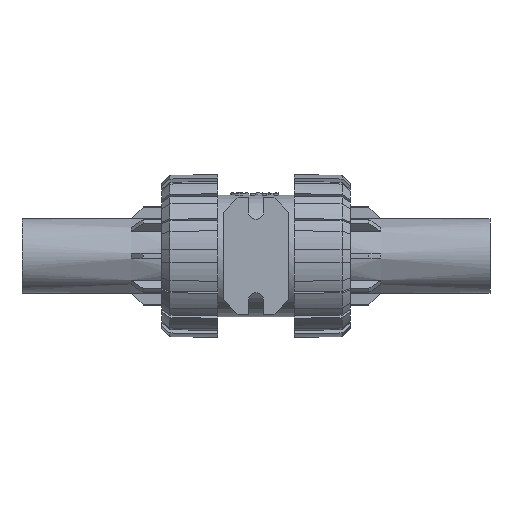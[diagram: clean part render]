
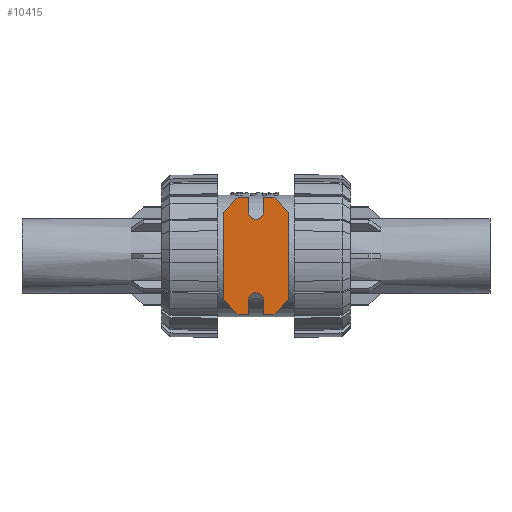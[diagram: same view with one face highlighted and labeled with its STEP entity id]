
A CAD part, front view. The second image highlights one B-rep face of the part: STEP entity #10415.
In plain terms, the highlighted planar face has unit normal (0, -1, 0).
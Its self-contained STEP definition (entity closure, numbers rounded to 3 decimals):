
#834=CIRCLE('',#11318,3.2);
#835=CIRCLE('',#11327,3.2);
#1061=PLANE('',#11331);
#1619=FACE_OUTER_BOUND('',#2170,.T.);
#2170=EDGE_LOOP('',(#9159,#9160,#9161,#9162,#9163,#9164,#9165,#9166,#9167,
#9168,#9169,#9170,#9171,#9172,#9173,#9174));
#2825=LINE('',#20465,#3552);
#2877=LINE('',#20580,#3604);
#2879=LINE('',#20584,#3606);
#2881=LINE('',#20588,#3608);
#2884=LINE('',#20596,#3611);
#2886=LINE('',#20600,#3613);
#2888=LINE('',#20604,#3615);
#2890=LINE('',#20608,#3617);
#2892=LINE('',#20612,#3619);
#2894=LINE('',#20616,#3621);
#2896=LINE('',#20620,#3623);
#2899=LINE('',#20628,#3626);
#2901=LINE('',#20632,#3628);
#2902=LINE('',#20634,#3629);
#3552=VECTOR('',#13608,1.);
#3604=VECTOR('',#13716,1.);
#3606=VECTOR('',#13720,1.);
#3608=VECTOR('',#13724,1.);
#3611=VECTOR('',#13733,1.);
#3613=VECTOR('',#13737,1.);
#3615=VECTOR('',#13741,1.);
#3617=VECTOR('',#13745,1.);
#3619=VECTOR('',#13749,1.);
#3621=VECTOR('',#13753,1.);
#3623=VECTOR('',#13757,1.);
#3626=VECTOR('',#13766,1.);
#3628=VECTOR('',#13770,1.);
#3629=VECTOR('',#13773,1.);
#4757=VERTEX_POINT('',#20462);
#4758=VERTEX_POINT('',#20464);
#4793=VERTEX_POINT('',#20578);
#4794=VERTEX_POINT('',#20582);
#4795=VERTEX_POINT('',#20586);
#4796=VERTEX_POINT('',#20590);
#4797=VERTEX_POINT('',#20594);
#4798=VERTEX_POINT('',#20598);
#4799=VERTEX_POINT('',#20602);
#4800=VERTEX_POINT('',#20606);
#4801=VERTEX_POINT('',#20610);
#4802=VERTEX_POINT('',#20614);
#4803=VERTEX_POINT('',#20618);
#4804=VERTEX_POINT('',#20622);
#4805=VERTEX_POINT('',#20626);
#4806=VERTEX_POINT('',#20630);
#6198=EDGE_CURVE('',#4758,#4757,#2825,.T.);
#6256=EDGE_CURVE('',#4757,#4793,#2877,.T.);
#6258=EDGE_CURVE('',#4793,#4794,#2879,.T.);
#6260=EDGE_CURVE('',#4794,#4795,#2881,.T.);
#6262=EDGE_CURVE('',#4795,#4796,#834,.T.);
#6264=EDGE_CURVE('',#4796,#4797,#2884,.T.);
#6266=EDGE_CURVE('',#4797,#4798,#2886,.T.);
#6268=EDGE_CURVE('',#4798,#4799,#2888,.T.);
#6270=EDGE_CURVE('',#4799,#4800,#2890,.T.);
#6272=EDGE_CURVE('',#4800,#4801,#2892,.T.);
#6274=EDGE_CURVE('',#4801,#4802,#2894,.T.);
#6276=EDGE_CURVE('',#4802,#4803,#2896,.T.);
#6278=EDGE_CURVE('',#4803,#4804,#835,.T.);
#6280=EDGE_CURVE('',#4804,#4805,#2899,.T.);
#6282=EDGE_CURVE('',#4805,#4806,#2901,.T.);
#6283=EDGE_CURVE('',#4806,#4758,#2902,.T.);
#9159=ORIENTED_EDGE('',*,*,#6198,.T.);
#9160=ORIENTED_EDGE('',*,*,#6256,.T.);
#9161=ORIENTED_EDGE('',*,*,#6258,.T.);
#9162=ORIENTED_EDGE('',*,*,#6260,.T.);
#9163=ORIENTED_EDGE('',*,*,#6262,.T.);
#9164=ORIENTED_EDGE('',*,*,#6264,.T.);
#9165=ORIENTED_EDGE('',*,*,#6266,.T.);
#9166=ORIENTED_EDGE('',*,*,#6268,.T.);
#9167=ORIENTED_EDGE('',*,*,#6270,.T.);
#9168=ORIENTED_EDGE('',*,*,#6272,.T.);
#9169=ORIENTED_EDGE('',*,*,#6274,.T.);
#9170=ORIENTED_EDGE('',*,*,#6276,.T.);
#9171=ORIENTED_EDGE('',*,*,#6278,.T.);
#9172=ORIENTED_EDGE('',*,*,#6280,.T.);
#9173=ORIENTED_EDGE('',*,*,#6282,.T.);
#9174=ORIENTED_EDGE('',*,*,#6283,.T.);
#10415=ADVANCED_FACE('',(#1619),#1061,.F.);
#11318=AXIS2_PLACEMENT_3D('',#20592,#13728,#13729);
#11327=AXIS2_PLACEMENT_3D('',#20624,#13761,#13762);
#11331=AXIS2_PLACEMENT_3D('',#20635,#13774,#13775);
#13608=DIRECTION('',(0.,0.,-1.));
#13716=DIRECTION('',(0.707,0.,-0.707));
#13720=DIRECTION('',(1.,0.,0.));
#13724=DIRECTION('',(0.,0.,1.));
#13728=DIRECTION('center_axis',(0.,1.,0.));
#13729=DIRECTION('ref_axis',(-1.,0.,0.));
#13733=DIRECTION('',(0.,0.,-1.));
#13737=DIRECTION('',(1.,0.,0.));
#13741=DIRECTION('',(0.707,0.,0.707));
#13745=DIRECTION('',(0.,0.,1.));
#13749=DIRECTION('',(-0.707,0.,0.707));
#13753=DIRECTION('',(-1.,0.,0.));
#13757=DIRECTION('',(0.,0.,-1.));
#13761=DIRECTION('center_axis',(0.,1.,0.));
#13762=DIRECTION('ref_axis',(1.,0.,0.));
#13766=DIRECTION('',(0.,0.,1.));
#13770=DIRECTION('',(-1.,0.,0.));
#13773=DIRECTION('',(-0.707,0.,-0.707));
#13774=DIRECTION('center_axis',(0.,1.,0.));
#13775=DIRECTION('ref_axis',(1.,0.,0.));
#20462=CARTESIAN_POINT('',(-14.,-43.,-18.7));
#20464=CARTESIAN_POINT('',(-14.,-43.,18.7));
#20465=CARTESIAN_POINT('',(-14.,-43.,0.));
#20578=CARTESIAN_POINT('',(-7.7,-43.,-25.));
#20580=CARTESIAN_POINT('',(-14.,-43.,-18.7));
#20582=CARTESIAN_POINT('',(-3.2,-43.,-25.));
#20584=CARTESIAN_POINT('',(-7.7,-43.,-25.));
#20586=CARTESIAN_POINT('',(-3.2,-43.,-19.));
#20588=CARTESIAN_POINT('',(-3.2,-43.,-25.));
#20590=CARTESIAN_POINT('',(3.2,-43.,-19.));
#20592=CARTESIAN_POINT('Origin',(0.,-43.,-19.));
#20594=CARTESIAN_POINT('',(3.2,-43.,-25.));
#20596=CARTESIAN_POINT('',(3.2,-43.,-19.));
#20598=CARTESIAN_POINT('',(7.7,-43.,-25.));
#20600=CARTESIAN_POINT('',(3.2,-43.,-25.));
#20602=CARTESIAN_POINT('',(14.,-43.,-18.7));
#20604=CARTESIAN_POINT('',(7.7,-43.,-25.));
#20606=CARTESIAN_POINT('',(14.,-43.,18.7));
#20608=CARTESIAN_POINT('',(14.,-43.,-18.7));
#20610=CARTESIAN_POINT('',(7.7,-43.,25.));
#20612=CARTESIAN_POINT('',(14.,-43.,18.7));
#20614=CARTESIAN_POINT('',(3.2,-43.,25.));
#20616=CARTESIAN_POINT('',(7.7,-43.,25.));
#20618=CARTESIAN_POINT('',(3.2,-43.,19.));
#20620=CARTESIAN_POINT('',(3.2,-43.,25.));
#20622=CARTESIAN_POINT('',(-3.2,-43.,19.));
#20624=CARTESIAN_POINT('Origin',(0.,-43.,19.));
#20626=CARTESIAN_POINT('',(-3.2,-43.,25.));
#20628=CARTESIAN_POINT('',(-3.2,-43.,19.));
#20630=CARTESIAN_POINT('',(-7.7,-43.,25.));
#20632=CARTESIAN_POINT('',(-3.2,-43.,25.));
#20634=CARTESIAN_POINT('',(-7.7,-43.,25.));
#20635=CARTESIAN_POINT('Origin',(0.,-43.,0.));
